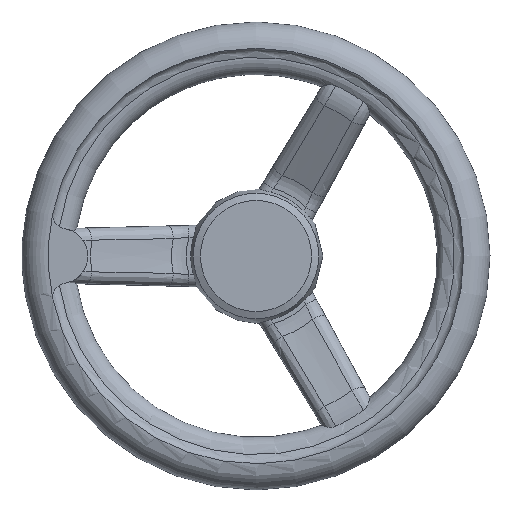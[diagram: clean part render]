
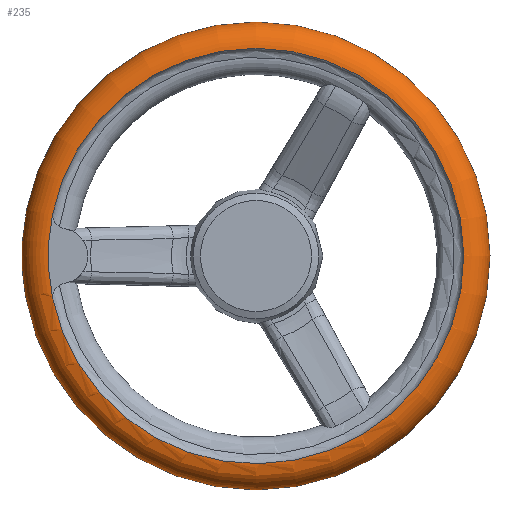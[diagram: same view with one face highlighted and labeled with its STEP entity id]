
A CAD part, left-side view. The second image highlights one B-rep face of the part: STEP entity #235.
In plain terms, the highlighted toroidal (fillet/blend) face has major radius 71 mm and minor radius 9 mm.
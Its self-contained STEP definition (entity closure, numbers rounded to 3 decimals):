
#235=ADVANCED_FACE('',(#425,#426),#325,.T.);
#325=TOROIDAL_SURFACE('',#1568,71.,9.);
#425=FACE_BOUND('',#446,.T.);
#426=FACE_BOUND('',#447,.T.);
#446=EDGE_LOOP('',(#704,#705));
#447=EDGE_LOOP('',(#706));
#704=ORIENTED_EDGE('',*,*,#1291,.F.);
#705=ORIENTED_EDGE('',*,*,#1278,.F.);
#706=ORIENTED_EDGE('',*,*,#1279,.T.);
#1135=VERTEX_POINT('',#2177);
#1136=VERTEX_POINT('',#2186);
#1137=VERTEX_POINT('',#2190);
#1278=EDGE_CURVE('',#1136,#1135,#1480,.T.);
#1279=EDGE_CURVE('',#1137,#1137,#1481,.T.);
#1291=EDGE_CURVE('',#1135,#1136,#1485,.T.);
#1480=CIRCLE('',#1558,71.);
#1481=CIRCLE('',#1560,71.);
#1485=CIRCLE('',#1567,71.);
#1558=AXIS2_PLACEMENT_3D('',#2187,#1703,#1704);
#1560=AXIS2_PLACEMENT_3D('',#2189,#1707,#1708);
#1567=AXIS2_PLACEMENT_3D('',#2246,#1721,#1722);
#1568=AXIS2_PLACEMENT_3D('',#2247,#1723,#1724);
#1703=DIRECTION('',(-1.,0.,0.));
#1704=DIRECTION('',(0.,0.,1.));
#1707=DIRECTION('',(-1.,0.,0.));
#1708=DIRECTION('',(0.,0.,1.));
#1721=DIRECTION('',(-1.,0.,0.));
#1722=DIRECTION('',(0.,0.,1.));
#1723=DIRECTION('',(-1.,0.,0.));
#1724=DIRECTION('',(0.,0.,1.));
#2177=CARTESIAN_POINT('',(329.256,243.78,14.));
#2186=CARTESIAN_POINT('',(329.256,243.78,-14.));
#2187=CARTESIAN_POINT('',(329.256,174.174,0.));
#2189=CARTESIAN_POINT('',(347.256,174.174,0.));
#2190=CARTESIAN_POINT('',(347.256,174.174,71.));
#2246=CARTESIAN_POINT('',(329.256,174.174,0.));
#2247=CARTESIAN_POINT('',(338.256,174.174,0.));
